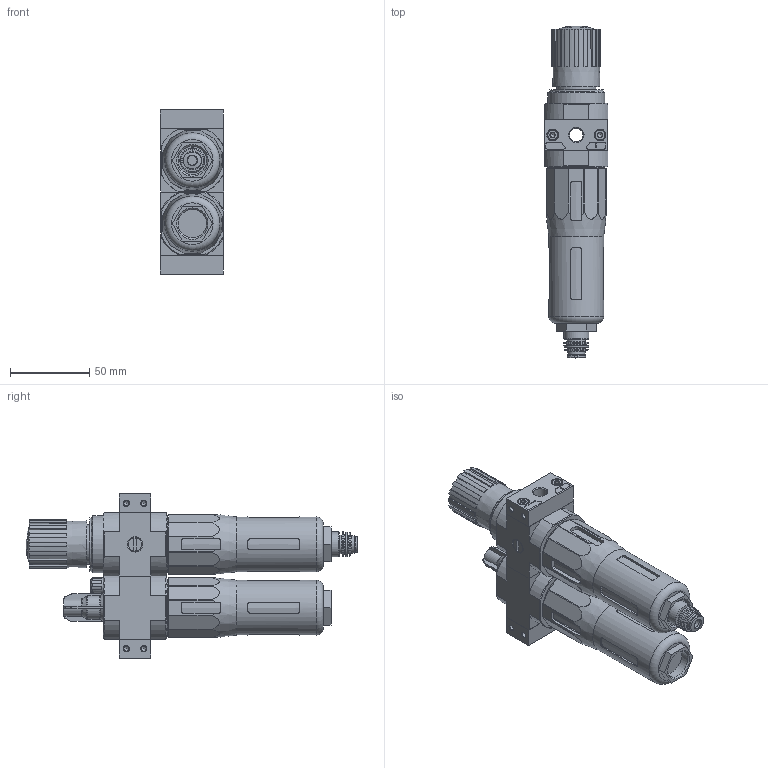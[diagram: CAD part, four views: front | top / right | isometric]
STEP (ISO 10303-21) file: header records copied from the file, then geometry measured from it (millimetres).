
FILE_DESCRIPTION(/* description */ ('STEP AP214'),/* implementation_level */ '2;1');
FILE_NAME(/* name */ '162746_FRC-1_8-D-O-MINI-A',/* time_stamp */ '2024-08-28T16:57:58+02:00',/* author */ ('License CC BY-ND 4.0'),/* organization */ ('CADENAS'),/* preprocessor_version */ 'ST-DEVELOPER v19.3',/* originating_system */ 'PARTsolutions',/* authorisation */ ' ');
FILE_SCHEMA (('AUTOMOTIVE_DESIGN {1 0 10303 214 3 1 1}'));
Length unit declared in the file: millimetre
Products named in the file (9): 162746 FRC-1/8-D-O-MINI-A; 380285 PBL-1/8-D-MINI-L---(1) p1; DIN-912 - M4x16(F); 380287 PBL-1/8-D-MINI-R---(0) p1; 123589 LFR-D-MINI-A--(0); 373845 LR-MINI; 526489 MS4-LFR-V; 123582 LOE-D-MINI; 355622 FRB-D-MINI
Assembly tree (13 placements, depth 2):
  162746 FRC-1/8-D-O-MINI-A
    380285 PBL-1/8-D-MINI-L---(1) p1
    DIN-912 - M4x16(F)  x4
    380287 PBL-1/8-D-MINI-R---(0) p1
    123589 LFR-D-MINI-A--(0)
    373845 LR-MINI  x2
    526489 MS4-LFR-V
    123582 LOE-D-MINI
    355622 FRB-D-MINI  x2
Bounding box: 40.4 x 210.02 x 104 mm (x, y, z)
Volume: 361138.7 mm3; surface area: 87455.6 mm2
Topology: 13 solids, 13 shells, 927 faces, 2386 edges, 1530 vertices
Faces by surface type: plane 484, cylinder 244, cone 143, torus 51, sphere 5
Full cylindrical faces by diameter (mm): 2.9 x2, 3.2 x1, 3.242 x10, 3.6 x1, 3.8 x1, 4 x6, 4.3 x2, 5.2 x2, 6 x3, 6.9 x2, 7 x4, 8.2 x2, 8.566 x4, 9.728 x2, 10 x1, 11 x2, 11.4 x1, 11.6 x1, 11.8 x1, 12.2 x2, 15.7 x1, 15.8 x2, 15.9 x1, 18 x2, 24.9 x1, 26.9 x1, 32.7 x1, 33.9 x1, 34.7 x2, 34.8 x1
Entity records: 30067 total; most frequent: CARTESIAN_POINT 5656, DIRECTION 4006, ORIENTED_EDGE 3996, EDGE_CURVE 1998, AXIS2_PLACEMENT_3D 1566, VERTEX_POINT 1394, FACE_BOUND 1072, EDGE_LOOP 1062
